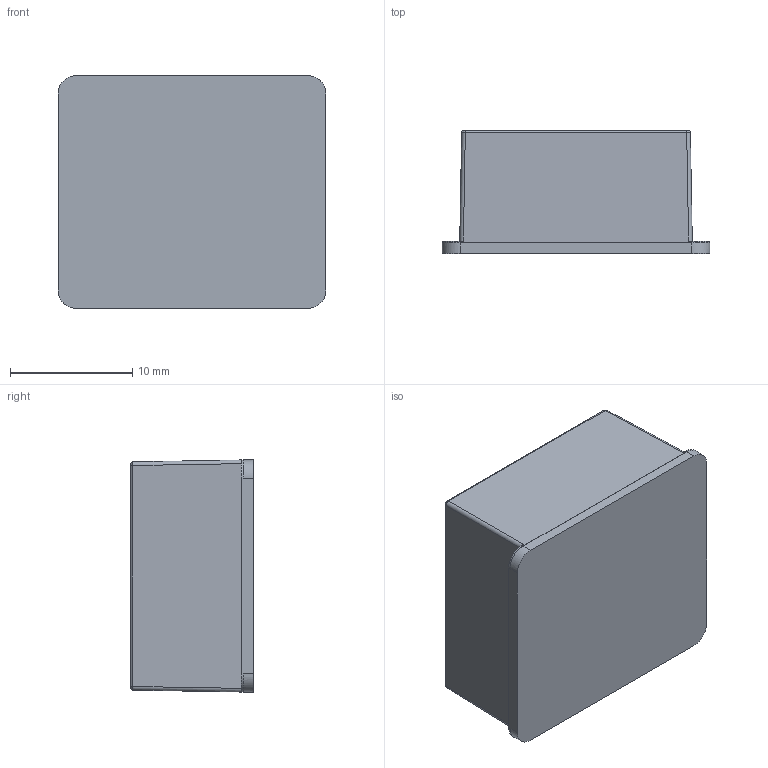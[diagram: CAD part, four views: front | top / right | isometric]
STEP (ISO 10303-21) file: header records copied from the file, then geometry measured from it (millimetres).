
FILE_DESCRIPTION (( 'STEP AP214' ), '1' );
FILE_NAME ('BUbeta_yellow.STEP', '2019-08-21T18:21:11', ( '' ), ( '' ), 'SwSTEP 2.0', 'SolidWorks 2019', '' );
FILE_SCHEMA (( 'AUTOMOTIVE_DESIGN' ));
Length unit declared in the file: millimetre
Products named in the file (1): BUbeta_yellow
Bounding box: 21.9 x 10.04 x 19 mm (x, y, z)
Volume: 2808.9 mm3; surface area: 2171 mm2
Topology: 1 solids, 1 shells, 58 faces, 144 edges, 88 vertices
Faces by surface type: cylinder 28, plane 22, bspline 8
Entity records: 2424 total; most frequent: CARTESIAN_POINT 595, ORIENTED_EDGE 272, DIRECTION 258, EDGE_CURVE 136, AXIS2_PLACEMENT_3D 95, VERTEX_POINT 88, LINE 68, VECTOR 68
